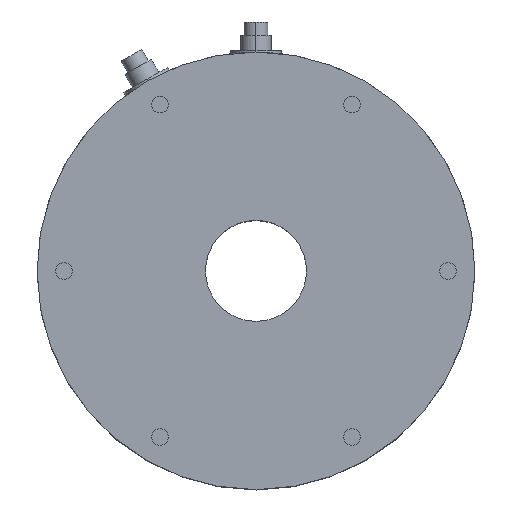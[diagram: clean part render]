
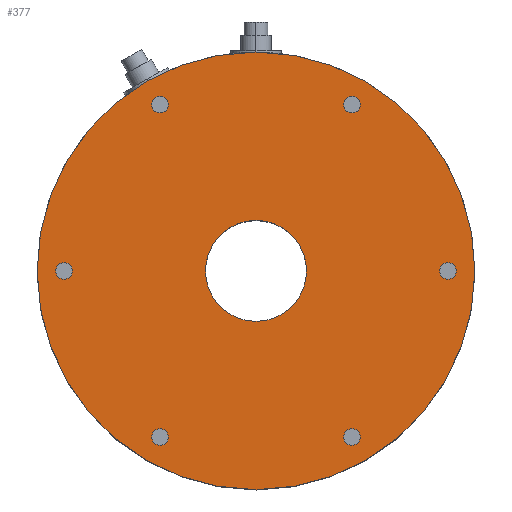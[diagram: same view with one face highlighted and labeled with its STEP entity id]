
A CAD part, top view. The second image highlights one B-rep face of the part: STEP entity #377.
In plain terms, the highlighted face is planar.
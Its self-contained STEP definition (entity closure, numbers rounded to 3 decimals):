
#377 = ADVANCED_FACE( '', ( #740, #741, #742, #743, #744, #745, #746, #747 ), #748, .T. );
#740 = FACE_BOUND( '', #1190, .T. );
#741 = FACE_BOUND( '', #1191, .T. );
#742 = FACE_BOUND( '', #1192, .T. );
#743 = FACE_BOUND( '', #1193, .T. );
#744 = FACE_BOUND( '', #1194, .T. );
#745 = FACE_BOUND( '', #1195, .T. );
#746 = FACE_BOUND( '', #1196, .T. );
#747 = FACE_OUTER_BOUND( '', #1197, .T. );
#748 = PLANE( '', #1198 );
#1190 = EDGE_LOOP( '', ( #1796 ) );
#1191 = EDGE_LOOP( '', ( #1797 ) );
#1192 = EDGE_LOOP( '', ( #1798 ) );
#1193 = EDGE_LOOP( '', ( #1799 ) );
#1194 = EDGE_LOOP( '', ( #1800 ) );
#1195 = EDGE_LOOP( '', ( #1801 ) );
#1196 = EDGE_LOOP( '', ( #1802 ) );
#1197 = EDGE_LOOP( '', ( #1803 ) );
#1198 = AXIS2_PLACEMENT_3D( '', #1804, #1805, #1806 );
#1796 = ORIENTED_EDGE( '', *, *, #2422, .T. );
#1797 = ORIENTED_EDGE( '', *, *, #2433, .T. );
#1798 = ORIENTED_EDGE( '', *, *, #2409, .T. );
#1799 = ORIENTED_EDGE( '', *, *, #2287, .T. );
#1800 = ORIENTED_EDGE( '', *, *, #2434, .T. );
#1801 = ORIENTED_EDGE( '', *, *, #2293, .T. );
#1802 = ORIENTED_EDGE( '', *, *, #2435, .F. );
#1803 = ORIENTED_EDGE( '', *, *, #2436, .T. );
#1804 = CARTESIAN_POINT( '', ( 0., 0., -35. ) );
#1805 = DIRECTION( '', ( 0., 0., -1. ) );
#1806 = DIRECTION( '', ( -1., 0., 0. ) );
#2287 = EDGE_CURVE( '', #2592, #2592, #2593, .T. );
#2293 = EDGE_CURVE( '', #2602, #2602, #2603, .T. );
#2409 = EDGE_CURVE( '', #2787, #2787, #2788, .T. );
#2422 = EDGE_CURVE( '', #2807, #2807, #2808, .T. );
#2433 = EDGE_CURVE( '', #2821, #2821, #2822, .T. );
#2434 = EDGE_CURVE( '', #2823, #2823, #2824, .T. );
#2435 = EDGE_CURVE( '', #2825, #2825, #2826, .T. );
#2436 = EDGE_CURVE( '', #2827, #2827, #2828, .T. );
#2592 = VERTEX_POINT( '', #3032 );
#2593 = CIRCLE( '', #3033, 2.459 );
#2602 = VERTEX_POINT( '', #3042 );
#2603 = CIRCLE( '', #3043, 2.459 );
#2787 = VERTEX_POINT( '', #3330 );
#2788 = CIRCLE( '', #3331, 2.459 );
#2807 = VERTEX_POINT( '', #3361 );
#2808 = CIRCLE( '', #3362, 2.459 );
#2821 = VERTEX_POINT( '', #3384 );
#2822 = CIRCLE( '', #3385, 2.459 );
#2823 = VERTEX_POINT( '', #3386 );
#2824 = CIRCLE( '', #3387, 2.459 );
#2825 = VERTEX_POINT( '', #3388 );
#2826 = CIRCLE( '', #3389, 15. );
#2827 = VERTEX_POINT( '', #3390 );
#2828 = CIRCLE( '', #3391, 65. );
#3032 = CARTESIAN_POINT( '', ( 47.234, 27.271, -35. ) );
#3033 = AXIS2_PLACEMENT_3D( '', #3616, #3617, #3618 );
#3042 = CARTESIAN_POINT( '', ( 0., -54.542, -35. ) );
#3043 = AXIS2_PLACEMENT_3D( '', #3628, #3629, #3630 );
#3330 = CARTESIAN_POINT( '', ( 0., 54.542, -35. ) );
#3331 = AXIS2_PLACEMENT_3D( '', #3816, #3817, #3818 );
#3361 = CARTESIAN_POINT( '', ( -47.234, -27.271, -35. ) );
#3362 = AXIS2_PLACEMENT_3D( '', #3833, #3834, #3835 );
#3384 = CARTESIAN_POINT( '', ( -47.234, 27.271, -35. ) );
#3385 = AXIS2_PLACEMENT_3D( '', #3847, #3848, #3849 );
#3386 = CARTESIAN_POINT( '', ( 47.234, -27.271, -35. ) );
#3387 = AXIS2_PLACEMENT_3D( '', #3850, #3851, #3852 );
#3388 = CARTESIAN_POINT( '', ( -15., 0., -35. ) );
#3389 = AXIS2_PLACEMENT_3D( '', #3853, #3854, #3855 );
#3390 = CARTESIAN_POINT( '', ( 65., 0., -35. ) );
#3391 = AXIS2_PLACEMENT_3D( '', #3856, #3857, #3858 );
#3616 = CARTESIAN_POINT( '', ( 49.363, 28.5, -35. ) );
#3617 = DIRECTION( '', ( 0., 0., 1. ) );
#3618 = DIRECTION( '', ( -0.866, -0.5, 0. ) );
#3628 = CARTESIAN_POINT( '', ( 0., -57., -35. ) );
#3629 = DIRECTION( '', ( 0., 0., 1. ) );
#3630 = DIRECTION( '', ( 0., 1., 0. ) );
#3816 = CARTESIAN_POINT( '', ( 0., 57., -35. ) );
#3817 = DIRECTION( '', ( 0., 0., 1. ) );
#3818 = DIRECTION( '', ( 0., -1., 0. ) );
#3833 = CARTESIAN_POINT( '', ( -49.363, -28.5, -35. ) );
#3834 = DIRECTION( '', ( 0., 0., 1. ) );
#3835 = DIRECTION( '', ( 0.866, 0.5, 0. ) );
#3847 = CARTESIAN_POINT( '', ( -49.363, 28.5, -35. ) );
#3848 = DIRECTION( '', ( 0., 0., 1. ) );
#3849 = DIRECTION( '', ( 0.866, -0.5, 0. ) );
#3850 = CARTESIAN_POINT( '', ( 49.363, -28.5, -35. ) );
#3851 = DIRECTION( '', ( 0., 0., 1. ) );
#3852 = DIRECTION( '', ( -0.866, 0.5, 0. ) );
#3853 = CARTESIAN_POINT( '', ( 0., 0., -35. ) );
#3854 = DIRECTION( '', ( 0., 0., -1. ) );
#3855 = DIRECTION( '', ( -1., 0., 0. ) );
#3856 = CARTESIAN_POINT( '', ( 0., 0., -35. ) );
#3857 = DIRECTION( '', ( 0., 0., -1. ) );
#3858 = DIRECTION( '', ( 1., 0., 0. ) );
